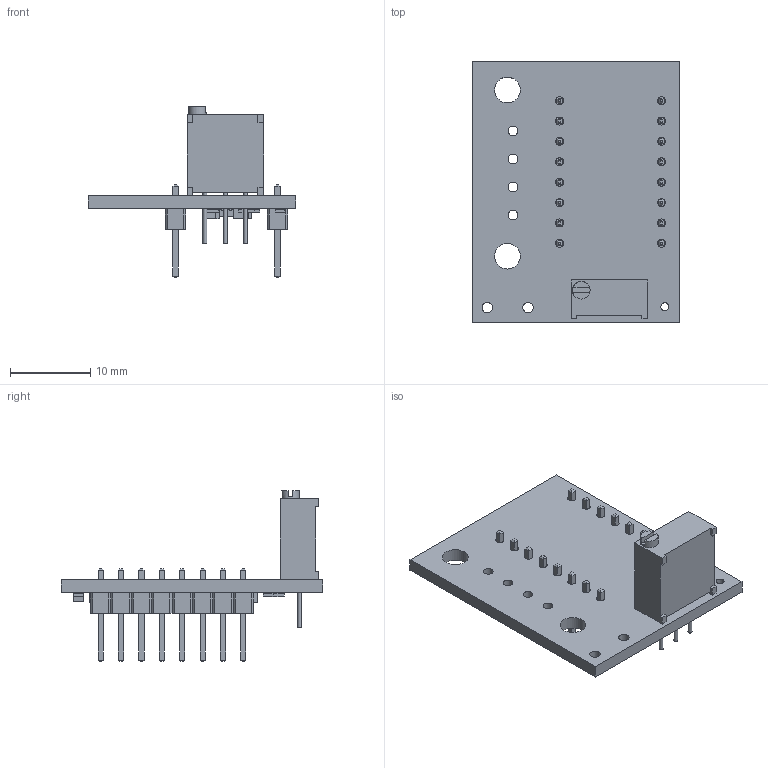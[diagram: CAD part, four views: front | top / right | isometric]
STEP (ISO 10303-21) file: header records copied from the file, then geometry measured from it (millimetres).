
FILE_DESCRIPTION(/* description */ (''),/* implementation_level */ '2;1');
FILE_NAME(/* name */ 'TMC2208 v1.step',/* time_stamp */ '2021-12-06T14:52:24+02:00',/* author */ (''),/* organization */ (''),/* preprocessor_version */ 'ST-DEVELOPER v18.1',/* originating_system */ 'Autodesk Translation Framework v10.10.0.1391',/* authorisation */ '');
FILE_SCHEMA (('AUTOMOTIVE_DESIGN { 1 0 10303 214 3 1 1 }'));
Length unit declared in the file: millimetre
Products named in the file (14): TMC2208; C_0805_2012Metric; SOLID (2); QFN-28-1EP_5x5mm_P0.5mm_EP3.35x3.35mm; SOLID (6); Potentiometer_Bourns_3296W_Vertical; SOLID (3); PinHeader_1x08_P2.54mm_Vertical; SOLID (7); R_0805_2012Metric; SOLID (5); LED_0805_2012Metric; SOLID (4); COMPOUND
Assembly tree (28 placements, depth 3):
  TMC2208
    R_0805_2012Metric  x9
      SOLID (5)
    C_0805_2012Metric  x7
      SOLID (2)
    QFN-28-1EP_5x5mm_P0.5mm_EP3.35x3.35mm
      SOLID (6)
    Potentiometer_Bourns_3296W_Vertical
      SOLID (3)
    PinHeader_1x08_P2.54mm_Vertical  x2
      SOLID (7)
    LED_0805_2012Metric
      SOLID (4)
    COMPOUND
Bounding box: 25.9 x 32.6 x 21.29 mm (x, y, z)
Volume: 2078.4 mm3; surface area: 3420.4 mm2
Topology: 22 solids, 22 shells, 1120 faces, 2897 edges, 1874 vertices
Faces by surface type: plane 895, cylinder 225
Full cylindrical faces by diameter (mm): 0.5 x1, 0.51 x3, 0.8 x3, 1 x17, 1.2 x4, 1.3 x2, 2.19 x1, 3.2 x2
Entity records: 17870 total; most frequent: CARTESIAN_POINT 2983, ORIENTED_EDGE 2902, DIRECTION 2813, EDGE_CURVE 1451, LINE 1269, VECTOR 1269, VERTEX_POINT 942, AXIS2_PLACEMENT_3D 772
